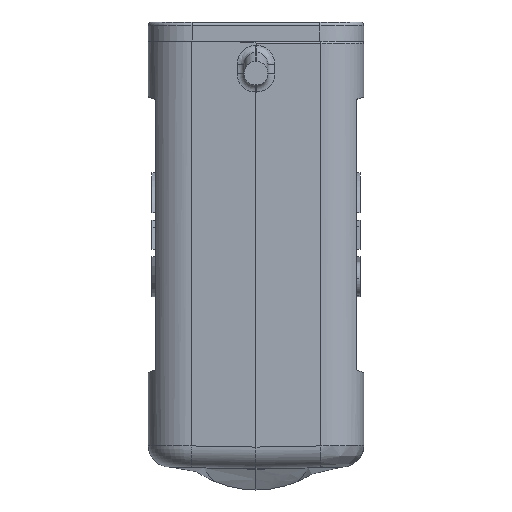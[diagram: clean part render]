
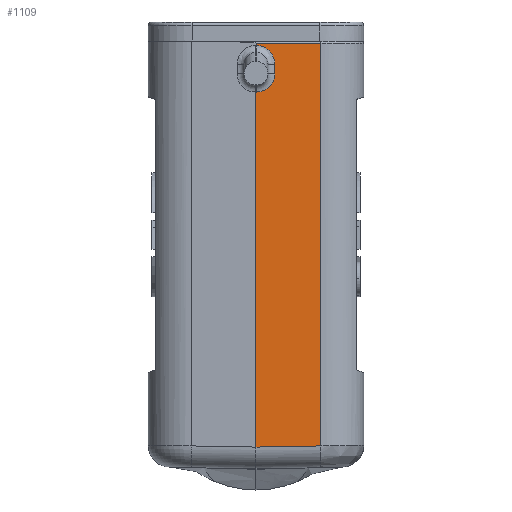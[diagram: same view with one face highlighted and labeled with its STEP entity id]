
A CAD part, left-side view. The second image highlights one B-rep face of the part: STEP entity #1109.
In plain terms, the highlighted planar face has unit normal (-1, -0.017, -0.018).
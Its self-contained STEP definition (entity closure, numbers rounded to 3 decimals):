
#298=B_SPLINE_CURVE_WITH_KNOTS('',3,(#13450,#13451,#13452,#13453,#13454,
#13455,#13456,#13457,#13458,#13459,#13460,#13461,#13462,#13463,#13464,#13465,
#13466,#13467,#13468,#13469,#13470,#13471),.UNSPECIFIED.,.F.,.F.,(4,2,2,
2,2,2,2,2,2,2,4),(0.,0.25,0.312,0.375,
0.5,0.562,0.625,0.75,
0.813,0.875,1.),.UNSPECIFIED.);
#302=B_SPLINE_CURVE_WITH_KNOTS('',3,(#13529,#13530,#13531,#13532,#13533,
#13534),.UNSPECIFIED.,.F.,.F.,(4,2,4),(0.,0.5,1.),.UNSPECIFIED.);
#305=B_SPLINE_CURVE_WITH_KNOTS('',3,(#13621,#13622,#13623,#13624),
 .UNSPECIFIED.,.F.,.F.,(4,4),(0.,1.),.UNSPECIFIED.);
#341=B_SPLINE_CURVE_WITH_KNOTS('',3,(#14079,#14080,#14081,#14082),
 .UNSPECIFIED.,.F.,.F.,(4,4),(0.,1.),.UNSPECIFIED.);
#719=PLANE('',#8655);
#1109=ADVANCED_FACE('',(#1728),#719,.T.);
#1728=FACE_OUTER_BOUND('',#2211,.T.);
#2211=EDGE_LOOP('',(#5203,#5204,#5205,#5206,#5207,#5208,#5209,#5210,#5211,
#5212));
#2872=LINE('',#13429,#3552);
#2874=LINE('',#13435,#3554);
#2903=LINE('',#14074,#3583);
#2904=LINE('',#14076,#3584);
#2905=LINE('',#14083,#3585);
#2906=LINE('',#14084,#3586);
#3552=VECTOR('',#10202,1.);
#3554=VECTOR('',#10208,1.);
#3583=VECTOR('',#10287,1.);
#3584=VECTOR('',#10290,1.);
#3585=VECTOR('',#10291,1.);
#3586=VECTOR('',#10292,1.);
#5203=ORIENTED_EDGE('',*,*,#7656,.T.);
#5204=ORIENTED_EDGE('',*,*,#7657,.T.);
#5205=ORIENTED_EDGE('',*,*,#7574,.F.);
#5206=ORIENTED_EDGE('',*,*,#7596,.T.);
#5207=ORIENTED_EDGE('',*,*,#7577,.F.);
#5208=ORIENTED_EDGE('',*,*,#7581,.F.);
#5209=ORIENTED_EDGE('',*,*,#7607,.F.);
#5210=ORIENTED_EDGE('',*,*,#7658,.T.);
#5211=ORIENTED_EDGE('',*,*,#7655,.T.);
#5212=ORIENTED_EDGE('',*,*,#7659,.F.);
#6574=VERTEX_POINT('',#13423);
#6575=VERTEX_POINT('',#13427);
#6577=VERTEX_POINT('',#13433);
#6579=VERTEX_POINT('',#13436);
#6582=VERTEX_POINT('',#13449);
#6593=VERTEX_POINT('',#13609);
#6596=VERTEX_POINT('',#13636);
#6625=VERTEX_POINT('',#14051);
#6626=VERTEX_POINT('',#14077);
#6627=VERTEX_POINT('',#14078);
#7574=EDGE_CURVE('',#6575,#6574,#2872,.T.);
#7577=EDGE_CURVE('',#6577,#6579,#2874,.T.);
#7581=EDGE_CURVE('',#6582,#6577,#298,.T.);
#7596=EDGE_CURVE('',#6575,#6579,#302,.T.);
#7607=EDGE_CURVE('',#6593,#6582,#305,.T.);
#7655=EDGE_CURVE('',#6596,#6625,#2903,.T.);
#7656=EDGE_CURVE('',#6626,#6627,#2904,.T.);
#7657=EDGE_CURVE('',#6627,#6574,#341,.T.);
#7658=EDGE_CURVE('',#6593,#6596,#2905,.T.);
#7659=EDGE_CURVE('',#6626,#6625,#2906,.T.);
#8655=AXIS2_PLACEMENT_3D('',#14085,#10293,#10294);
#10202=DIRECTION('',(-0.017,1.,-0.004));
#10208=DIRECTION('',(-0.017,0.,1.));
#10287=DIRECTION('',(0.017,-1.,0.017));
#10290=DIRECTION('',(-0.017,1.,0.));
#10291=DIRECTION('',(0.017,0.,-1.));
#10292=DIRECTION('',(0.017,0.,-1.));
#10293=DIRECTION('',(-1.,-0.017,-0.017));
#10294=DIRECTION('',(-0.017,0.,1.));
#13423=CARTESIAN_POINT('',(-39.989,0.,-70.622));
#13427=CARTESIAN_POINT('',(-39.988,-0.083,-70.622));
#13429=CARTESIAN_POINT('',(-39.988,-0.083,-70.622));
#13433=CARTESIAN_POINT('',(-39.877,-2.583,-74.483));
#13435=CARTESIAN_POINT('',(-39.877,-2.583,-74.482));
#13436=CARTESIAN_POINT('',(-39.898,-2.583,-73.25));
#13449=CARTESIAN_POINT('',(-39.877,-0.083,-76.983));
#13450=CARTESIAN_POINT('',(-39.877,-0.083,-76.983));
#13451=CARTESIAN_POINT('',(-39.872,-0.369,-76.983));
#13452=CARTESIAN_POINT('',(-39.866,-0.797,-76.888));
#13453=CARTESIAN_POINT('',(-39.863,-1.052,-76.787));
#13454=CARTESIAN_POINT('',(-39.862,-1.14,-76.752));
#13455=CARTESIAN_POINT('',(-39.86,-1.378,-76.625));
#13456=CARTESIAN_POINT('',(-39.86,-1.42,-76.597));
#13457=CARTESIAN_POINT('',(-39.859,-1.609,-76.469));
#13458=CARTESIAN_POINT('',(-39.858,-1.846,-76.26));
#13459=CARTESIAN_POINT('',(-39.859,-1.989,-76.102));
#13460=CARTESIAN_POINT('',(-39.859,-2.019,-76.064));
#13461=CARTESIAN_POINT('',(-39.859,-2.049,-76.027));
#13462=CARTESIAN_POINT('',(-39.859,-2.118,-75.937));
#13463=CARTESIAN_POINT('',(-39.861,-2.254,-75.733));
#13464=CARTESIAN_POINT('',(-39.862,-2.331,-75.588));
#13465=CARTESIAN_POINT('',(-39.864,-2.424,-75.361));
#13466=CARTESIAN_POINT('',(-39.865,-2.452,-75.284));
#13467=CARTESIAN_POINT('',(-39.867,-2.499,-75.128));
#13468=CARTESIAN_POINT('',(-39.867,-2.507,-75.101));
#13469=CARTESIAN_POINT('',(-39.871,-2.57,-74.805));
#13470=CARTESIAN_POINT('',(-39.874,-2.583,-74.646));
#13471=CARTESIAN_POINT('',(-39.877,-2.583,-74.483));
#13529=CARTESIAN_POINT('',(-39.988,-0.083,-70.622));
#13530=CARTESIAN_POINT('',(-39.977,-0.712,-70.618));
#13531=CARTESIAN_POINT('',(-39.961,-1.342,-70.869));
#13532=CARTESIAN_POINT('',(-39.928,-2.294,-71.834));
#13533=CARTESIAN_POINT('',(-39.911,-2.583,-72.536));
#13534=CARTESIAN_POINT('',(-39.898,-2.583,-73.25));
#13609=CARTESIAN_POINT('',(-39.878,0.,-76.983));
#13621=CARTESIAN_POINT('',(-39.878,0.,-76.983));
#13622=CARTESIAN_POINT('',(-39.878,-0.028,-76.983));
#13623=CARTESIAN_POINT('',(-39.877,-0.055,-76.983));
#13624=CARTESIAN_POINT('',(-39.877,-0.083,-76.983));
#13636=CARTESIAN_POINT('',(-39.03,0.,-125.553));
#14051=CARTESIAN_POINT('',(-38.878,-8.855,-125.398));
#14074=CARTESIAN_POINT('',(-39.03,0.,-125.553));
#14076=CARTESIAN_POINT('',(-39.84,-8.855,-70.305));
#14077=CARTESIAN_POINT('',(-39.84,-8.855,-70.305));
#14078=CARTESIAN_POINT('',(-39.995,-0.001,-70.304));
#14079=CARTESIAN_POINT('',(-39.995,-0.001,-70.304));
#14080=CARTESIAN_POINT('',(-39.993,-0.001,-70.41));
#14081=CARTESIAN_POINT('',(-39.991,0.,-70.516));
#14082=CARTESIAN_POINT('',(-39.989,0.,-70.622));
#14083=CARTESIAN_POINT('',(-39.878,0.,-76.983));
#14084=CARTESIAN_POINT('',(-39.84,-8.855,-70.305));
#14085=CARTESIAN_POINT('',(-40.022,1.241,-70.));
